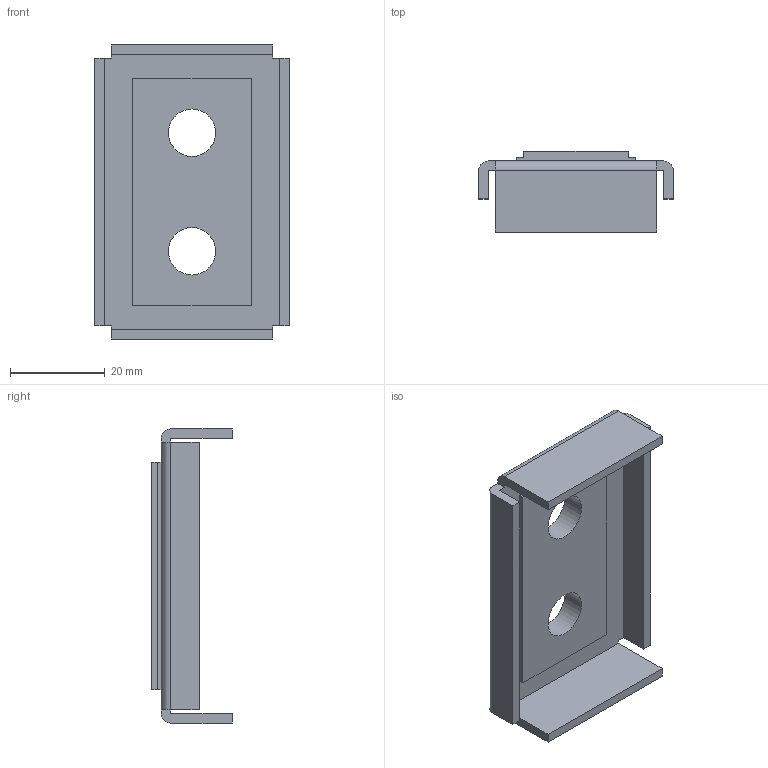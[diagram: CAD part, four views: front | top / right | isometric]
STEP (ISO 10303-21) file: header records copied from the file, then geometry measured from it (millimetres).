
FILE_DESCRIPTION (( 'STEP AP203' ), '1' );
FILE_NAME ('C-209-1.STEP', '2017-07-26T08:01:55', ( '' ), ( '' ), 'SwSTEP 2.0', 'SolidWorks 2014', '' );
FILE_SCHEMA (( 'CONFIG_CONTROL_DESIGN' ));
Length unit declared in the file: millimetre
Products named in the file (1): C-209-1
Bounding box: 41 x 17 x 62 mm (x, y, z)
Volume: 10617.4 mm3; surface area: 8963.6 mm2
Topology: 1 solids, 1 shells, 44 faces, 120 edges, 80 vertices
Faces by surface type: plane 36, cylinder 8
Entity records: 1465 total; most frequent: CARTESIAN_POINT 245, ORIENTED_EDGE 240, DIRECTION 226, EDGE_CURVE 120, VECTOR 104, LINE 104, VERTEX_POINT 80, AXIS2_PLACEMENT_3D 61
